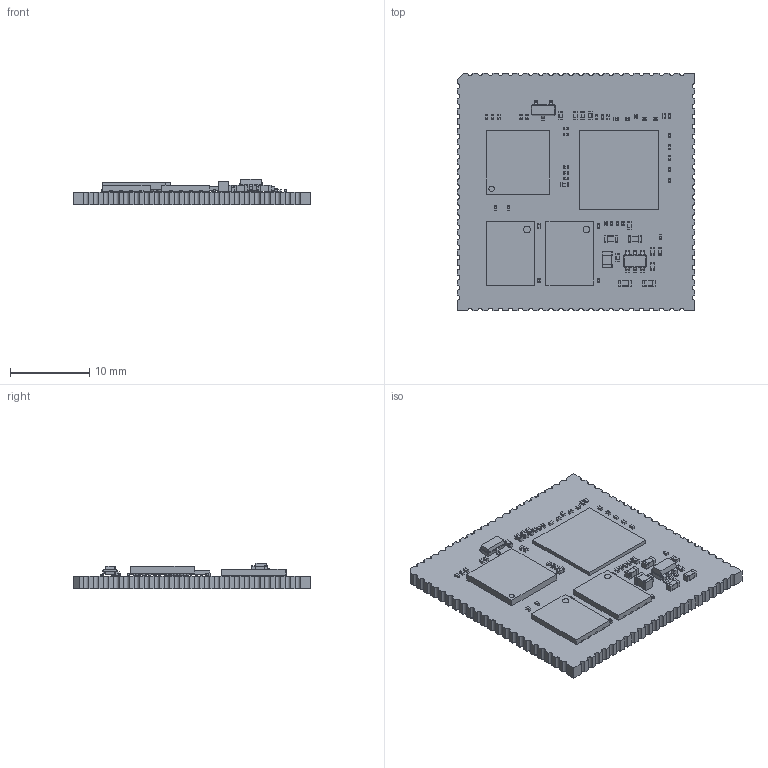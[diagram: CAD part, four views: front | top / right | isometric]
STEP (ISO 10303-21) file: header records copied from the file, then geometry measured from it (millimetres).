
FILE_DESCRIPTION(('KiCad electronic assembly'),'2;1');
FILE_NAME('siplex-som-s16.step','2024-09-12T10:03:24',('Pcbnew'),( 'Kicad'),'Open CASCADE STEP processor 7.7','KiCad to STEP converter' ,'Unknown');
FILE_SCHEMA(('AUTOMOTIVE_DESIGN { 1 0 10303 214 1 1 1 1 }'));
Length unit declared in the file: millimetre
Products named in the file (26): siplex-som-s16 1; C_0201_0603Metric; C_0603_1608Metric; MT25QL256ABA1EW9-0SIT; MT25QU01GBBB1EW9-0SIT TR; C_0402_1005Metric; R_0201_0603Metric; R_0402_1005Metric; STM32H743IIK6; STM32F765IIK6; IS42S16160J-7BLI; IS42S16400J-6BLI; L_0805_2012Metric; SOT-23; SOT_23; SOT-23-6; SOT_23_6; L_0402_1005Metric; siplex-som-s16_PCB
Assembly tree (70 placements, depth 3):
  siplex-som-s16 1
    C_0201_0603Metric  x31
      C_0201_0603Metric
    C_0603_1608Metric  x4
      C_0603_1608Metric
    MT25QL256ABA1EW9-0SIT  x2
      MT25QU01GBBB1EW9-0SIT TR
    C_0402_1005Metric  x6
      C_0402_1005Metric
    R_0201_0603Metric  x5
      R_0201_0603Metric
    R_0402_1005Metric  x3
      R_0402_1005Metric
    STM32H743IIK6
      STM32F765IIK6
    IS42S16160J-7BLI
      IS42S16400J-6BLI
    L_0805_2012Metric
      L_0805_2012Metric
    SOT-23
      SOT_23
    SOT-23-6
      SOT_23_6
    L_0402_1005Metric
      L_0402_1005Metric
    siplex-som-s16_PCB
Bounding box: 30 x 30 x 3.2 mm (x, y, z)
Volume: 1620.5 mm3; surface area: 2932.3 mm2
Topology: 335 solids, 335 shells, 2621 faces, 7132 edges, 4817 vertices
Faces by surface type: plane 1284, cylinder 770, sphere 510, bspline 57
Entity records: 50162 total; most frequent: CARTESIAN_POINT 9948, DIRECTION 6695, ORIENTED_EDGE 6572, EDGE_CURVE 3286, AXIS2_PLACEMENT_3D 2674, VERTEX_POINT 2565, CIRCLE 1365, LINE 1347
